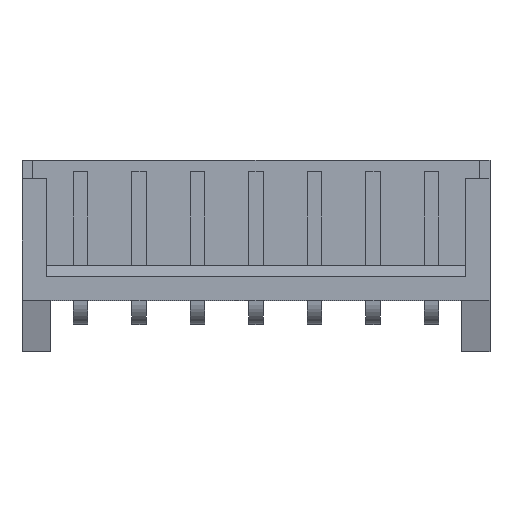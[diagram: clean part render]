
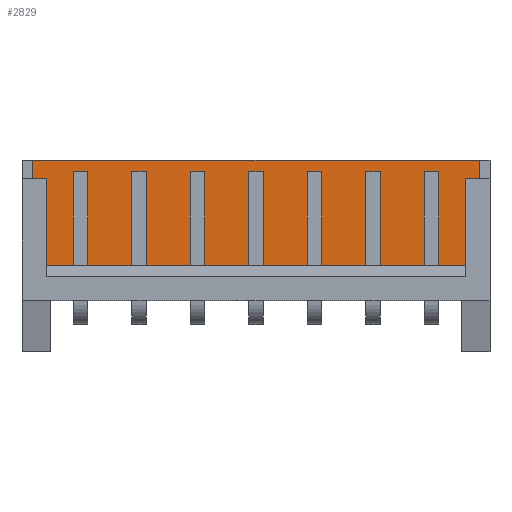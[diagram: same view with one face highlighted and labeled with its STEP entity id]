
A CAD part, top view. The second image highlights one B-rep face of the part: STEP entity #2829.
In plain terms, the highlighted planar face has unit normal (0, 0, 1).
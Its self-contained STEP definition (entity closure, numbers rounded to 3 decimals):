
#44 = PLANE('',#45);
#45 = AXIS2_PLACEMENT_3D('',#46,#47,#48);
#46 = CARTESIAN_POINT('',(17.5,2.2,2.7));
#47 = DIRECTION('',(0.,-1.,0.));
#48 = DIRECTION('',(0.,0.,-1.));
#1308 = VERTEX_POINT('',#1309);
#1309 = CARTESIAN_POINT('',(17.05,2.2,0.9));
#1323 = PLANE('',#1324);
#1324 = AXIS2_PLACEMENT_3D('',#1325,#1326,#1327);
#1325 = CARTESIAN_POINT('',(17.05,6.7,0.9));
#1326 = DIRECTION('',(1.,0.,0.));
#1327 = DIRECTION('',(0.,0.,-1.));
#1335 = EDGE_CURVE('',#1308,#1336,#1338,.T.);
#1336 = VERTEX_POINT('',#1337);
#1337 = CARTESIAN_POINT('',(-2.05,2.2,0.9));
#1338 = SURFACE_CURVE('',#1339,(#1343,#1350),.PCURVE_S1.);
#1339 = LINE('',#1340,#1341);
#1340 = CARTESIAN_POINT('',(17.5,2.2,0.9));
#1341 = VECTOR('',#1342,1.);
#1342 = DIRECTION('',(-1.,0.,0.));
#1343 = PCURVE('',#44,#1344);
#1344 = DEFINITIONAL_REPRESENTATION('',(#1345),#1349);
#1345 = LINE('',#1346,#1347);
#1346 = CARTESIAN_POINT('',(1.8,0.));
#1347 = VECTOR('',#1348,1.);
#1348 = DIRECTION('',(0.,-1.));
#1349 = ( GEOMETRIC_REPRESENTATION_CONTEXT(2) 
PARAMETRIC_REPRESENTATION_CONTEXT() REPRESENTATION_CONTEXT('2D SPACE',''
  ) );
#1350 = PCURVE('',#1351,#1356);
#1351 = PLANE('',#1352);
#1352 = AXIS2_PLACEMENT_3D('',#1353,#1354,#1355);
#1353 = CARTESIAN_POINT('',(17.5,6.7,0.9));
#1354 = DIRECTION('',(0.,0.,-1.));
#1355 = DIRECTION('',(-1.,0.,0.));
#1356 = DEFINITIONAL_REPRESENTATION('',(#1357),#1361);
#1357 = LINE('',#1358,#1359);
#1358 = CARTESIAN_POINT('',(0.,-4.5));
#1359 = VECTOR('',#1360,1.);
#1360 = DIRECTION('',(1.,0.));
#1361 = ( GEOMETRIC_REPRESENTATION_CONTEXT(2) 
PARAMETRIC_REPRESENTATION_CONTEXT() REPRESENTATION_CONTEXT('2D SPACE',''
  ) );
#1379 = PLANE('',#1380);
#1380 = AXIS2_PLACEMENT_3D('',#1381,#1382,#1383);
#1381 = CARTESIAN_POINT('',(-2.05,6.7,0.9));
#1382 = DIRECTION('',(-1.,0.,0.));
#1383 = DIRECTION('',(0.,0.,1.));
#2020 = PLANE('',#2021);
#2021 = AXIS2_PLACEMENT_3D('',#2022,#2023,#2024);
#2022 = CARTESIAN_POINT('',(17.5,6.7,0.9));
#2023 = DIRECTION('',(0.,-1.,0.));
#2024 = DIRECTION('',(-1.,0.,0.));
#2169 = EDGE_CURVE('',#2170,#1336,#2172,.T.);
#2170 = VERTEX_POINT('',#2171);
#2171 = CARTESIAN_POINT('',(-2.05,6.7,0.9));
#2172 = SURFACE_CURVE('',#2173,(#2177,#2184),.PCURVE_S1.);
#2173 = LINE('',#2174,#2175);
#2174 = CARTESIAN_POINT('',(-2.05,6.7,0.9));
#2175 = VECTOR('',#2176,1.);
#2176 = DIRECTION('',(0.,-1.,0.));
#2177 = PCURVE('',#1379,#2178);
#2178 = DEFINITIONAL_REPRESENTATION('',(#2179),#2183);
#2179 = LINE('',#2180,#2181);
#2180 = CARTESIAN_POINT('',(0.,0.));
#2181 = VECTOR('',#2182,1.);
#2182 = DIRECTION('',(0.,-1.));
#2183 = ( GEOMETRIC_REPRESENTATION_CONTEXT(2) 
PARAMETRIC_REPRESENTATION_CONTEXT() REPRESENTATION_CONTEXT('2D SPACE',''
  ) );
#2184 = PCURVE('',#1351,#2185);
#2185 = DEFINITIONAL_REPRESENTATION('',(#2186),#2190);
#2186 = LINE('',#2187,#2188);
#2187 = CARTESIAN_POINT('',(19.55,0.));
#2188 = VECTOR('',#2189,1.);
#2189 = DIRECTION('',(0.,-1.));
#2190 = ( GEOMETRIC_REPRESENTATION_CONTEXT(2) 
PARAMETRIC_REPRESENTATION_CONTEXT() REPRESENTATION_CONTEXT('2D SPACE',''
  ) );
#2829 = ADVANCED_FACE('',(#2830),#1351,.F.);
#2830 = FACE_BOUND('',#2831,.T.);
#2831 = EDGE_LOOP('',(#2832,#2833,#2834,#2857));
#2832 = ORIENTED_EDGE('',*,*,#2169,.T.);
#2833 = ORIENTED_EDGE('',*,*,#1335,.F.);
#2834 = ORIENTED_EDGE('',*,*,#2835,.F.);
#2835 = EDGE_CURVE('',#2836,#1308,#2838,.T.);
#2836 = VERTEX_POINT('',#2837);
#2837 = CARTESIAN_POINT('',(17.05,6.7,0.9));
#2838 = SURFACE_CURVE('',#2839,(#2843,#2850),.PCURVE_S1.);
#2839 = LINE('',#2840,#2841);
#2840 = CARTESIAN_POINT('',(17.05,6.7,0.9));
#2841 = VECTOR('',#2842,1.);
#2842 = DIRECTION('',(0.,-1.,0.));
#2843 = PCURVE('',#1351,#2844);
#2844 = DEFINITIONAL_REPRESENTATION('',(#2845),#2849);
#2845 = LINE('',#2846,#2847);
#2846 = CARTESIAN_POINT('',(0.45,0.));
#2847 = VECTOR('',#2848,1.);
#2848 = DIRECTION('',(0.,-1.));
#2849 = ( GEOMETRIC_REPRESENTATION_CONTEXT(2) 
PARAMETRIC_REPRESENTATION_CONTEXT() REPRESENTATION_CONTEXT('2D SPACE',''
  ) );
#2850 = PCURVE('',#1323,#2851);
#2851 = DEFINITIONAL_REPRESENTATION('',(#2852),#2856);
#2852 = LINE('',#2853,#2854);
#2853 = CARTESIAN_POINT('',(0.,0.));
#2854 = VECTOR('',#2855,1.);
#2855 = DIRECTION('',(0.,-1.));
#2856 = ( GEOMETRIC_REPRESENTATION_CONTEXT(2) 
PARAMETRIC_REPRESENTATION_CONTEXT() REPRESENTATION_CONTEXT('2D SPACE',''
  ) );
#2857 = ORIENTED_EDGE('',*,*,#2858,.T.);
#2858 = EDGE_CURVE('',#2836,#2170,#2859,.T.);
#2859 = SURFACE_CURVE('',#2860,(#2864,#2871),.PCURVE_S1.);
#2860 = LINE('',#2861,#2862);
#2861 = CARTESIAN_POINT('',(17.5,6.7,0.9));
#2862 = VECTOR('',#2863,1.);
#2863 = DIRECTION('',(-1.,0.,0.));
#2864 = PCURVE('',#1351,#2865);
#2865 = DEFINITIONAL_REPRESENTATION('',(#2866),#2870);
#2866 = LINE('',#2867,#2868);
#2867 = CARTESIAN_POINT('',(0.,0.));
#2868 = VECTOR('',#2869,1.);
#2869 = DIRECTION('',(1.,0.));
#2870 = ( GEOMETRIC_REPRESENTATION_CONTEXT(2) 
PARAMETRIC_REPRESENTATION_CONTEXT() REPRESENTATION_CONTEXT('2D SPACE',''
  ) );
#2871 = PCURVE('',#2020,#2872);
#2872 = DEFINITIONAL_REPRESENTATION('',(#2873),#2877);
#2873 = LINE('',#2874,#2875);
#2874 = CARTESIAN_POINT('',(0.,0.));
#2875 = VECTOR('',#2876,1.);
#2876 = DIRECTION('',(1.,0.));
#2877 = ( GEOMETRIC_REPRESENTATION_CONTEXT(2) 
PARAMETRIC_REPRESENTATION_CONTEXT() REPRESENTATION_CONTEXT('2D SPACE',''
  ) );
